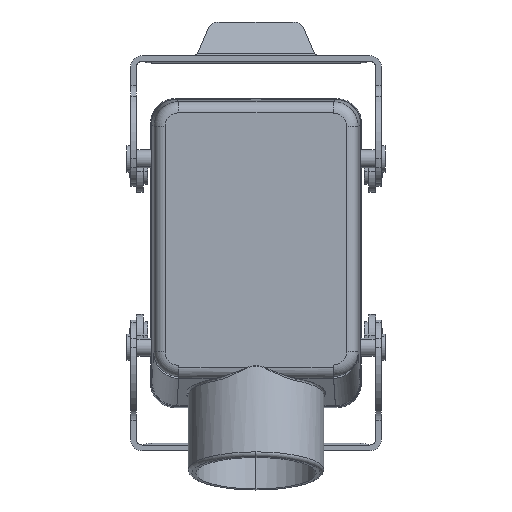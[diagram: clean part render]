
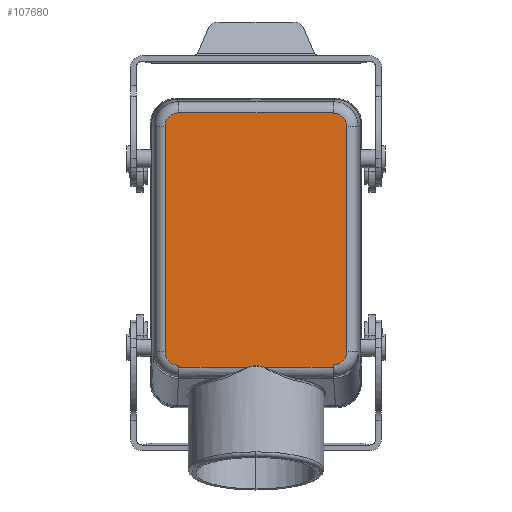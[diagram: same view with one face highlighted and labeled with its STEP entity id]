
A CAD part, top view. The second image highlights one B-rep face of the part: STEP entity #107680.
In plain terms, the highlighted face is planar.
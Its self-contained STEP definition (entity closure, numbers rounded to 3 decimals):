
#100600=CARTESIAN_POINT('',(70.279,111.029,
-65.468));
#100610=VERTEX_POINT('',#100600);
#100640=CARTESIAN_POINT('',(70.279,111.029,
-69.019));
#100650=DIRECTION('',(0.,1.,0.));
#100660=DIRECTION('',(1.,0.,0.));
#100670=AXIS2_PLACEMENT_3D('',#100640,#100650,#100660);
#100680=CIRCLE('',#100670,3.552);
#100690=CARTESIAN_POINT('',(73.831,111.029,
-69.019));
#100700=VERTEX_POINT('',#100690);
#100710=EDGE_CURVE('',#100610,#100700,#100680,.T.);
#100950=CARTESIAN_POINT('',(70.279,111.029,
-64.821));
#100960=VERTEX_POINT('',#100950);
#100990=CARTESIAN_POINT('',(70.279,111.029,
-55.241));
#101000=DIRECTION('',(0.,0.,-1.));
#101010=VECTOR('',#101000,1.);
#101020=LINE('',#100990,#101010);
#101030=EDGE_CURVE('',#100960,#100610,#101020,.T.);
#101130=CARTESIAN_POINT('',(73.831,111.029,0.));
#101140=DIRECTION('',(0.,0.,-1.));
#101150=VECTOR('',#101140,1.);
#101160=LINE('',#101130,#101150);
#101170=CARTESIAN_POINT('',(73.831,111.029,
-128.8));
#101180=VERTEX_POINT('',#101170);
#101190=EDGE_CURVE('',#100700,#101180,#101160,.T.);
#103010=CARTESIAN_POINT('',(70.279,111.029,
-128.8));
#103020=DIRECTION('',(0.,1.,0.));
#103030=DIRECTION('',(1.,0.,0.));
#103040=AXIS2_PLACEMENT_3D('',#103010,#103020,#103030);
#103050=CIRCLE('',#103040,3.552);
#103060=CARTESIAN_POINT('',(70.279,111.029,
-132.352));
#103070=VERTEX_POINT('',#103060);
#103080=EDGE_CURVE('',#101180,#103070,#103050,.T.);
#103280=CARTESIAN_POINT('',(70.279,111.029,
-55.241));
#103290=DIRECTION('',(0.,0.,1.));
#103300=VECTOR('',#103290,1.);
#103310=LINE('',#103280,#103300);
#103320=CARTESIAN_POINT('',(70.279,111.029,
-132.43));
#103330=VERTEX_POINT('',#103320);
#103340=EDGE_CURVE('',#103330,#103070,#103310,.T.);
#103590=CARTESIAN_POINT('',(70.279,111.029,
-132.43));
#103600=DIRECTION('',(1.,0.,0.));
#103610=VECTOR('',#103600,1.);
#103620=LINE('',#103590,#103610);
#103630=CARTESIAN_POINT('',(29.234,111.029,
-132.43));
#103640=VERTEX_POINT('',#103630);
#103650=EDGE_CURVE('',#103640,#103330,#103620,.T.);
#103960=CARTESIAN_POINT('',(25.604,111.029,
-128.8));
#103970=VERTEX_POINT('',#103960);
#105390=CARTESIAN_POINT('',(29.234,111.029,
-128.8));
#105400=DIRECTION('',(0.,-1.,0.));
#105410=DIRECTION('',(-1.,0.,0.));
#105420=AXIS2_PLACEMENT_3D('',#105390,#105400,#105410);
#105430=CIRCLE('',#105420,3.63);
#105440=EDGE_CURVE('',#103970,#103640,#105430,.T.);
#106600=CARTESIAN_POINT('',(25.604,111.029,
-128.8));
#106610=DIRECTION('',(0.,0.,-1.));
#106620=VECTOR('',#106610,1.);
#106630=LINE('',#106600,#106620);
#106640=CARTESIAN_POINT('',(25.604,111.029,
-69.019));
#106650=VERTEX_POINT('',#106640);
#106660=EDGE_CURVE('',#106650,#103970,#106630,.T.);
#106870=CARTESIAN_POINT('',(64.706,111.029,
-55.241));
#106880=DIRECTION('',(-0.,1.,0.));
#106890=DIRECTION('',(1.,0.,0.));
#106900=AXIS2_PLACEMENT_3D('',#106870,#106880,#106890);
#106910=PLANE('',#106900);
#106920=ORIENTED_EDGE('',*,*,#105440,.F.);
#106930=ORIENTED_EDGE('',*,*,#103650,.F.);
#106940=ORIENTED_EDGE('',*,*,#103340,.F.);
#106950=ORIENTED_EDGE('',*,*,#103080,.T.);
#106960=ORIENTED_EDGE('',*,*,#101190,.T.);
#106970=ORIENTED_EDGE('',*,*,#100710,.T.);
#106980=ORIENTED_EDGE('',*,*,#101030,.T.);
#106990=CARTESIAN_POINT('',(0.,111.029,-64.821));
#107000=DIRECTION('',(1.,0.,0.));
#107010=VECTOR('',#107000,1.);
#107020=LINE('',#106990,#107010);
#107030=CARTESIAN_POINT('',(51.976,111.029,
-64.821));
#107040=VERTEX_POINT('',#107030);
#107050=EDGE_CURVE('',#107040,#100960,#107020,.T.);
#107060=ORIENTED_EDGE('',*,*,#107050,.T.);
#107070=CARTESIAN_POINT('',(51.976,111.029,
-64.821));
#107080=CARTESIAN_POINT('',(51.972,111.029,
-64.824));
#107090=CARTESIAN_POINT('',(51.967,111.029,
-64.826));
#107100=CARTESIAN_POINT('',(51.807,111.029,
-64.9));
#107110=CARTESIAN_POINT('',(51.649,111.029,
-64.966));
#107120=CARTESIAN_POINT('',(51.395,111.029,
-65.058));
#107130=CARTESIAN_POINT('',(51.302,111.029,
-65.089));
#107140=CARTESIAN_POINT('',(51.114,111.029,
-65.146));
#107150=CARTESIAN_POINT('',(51.019,111.029,
-65.172));
#107160=CARTESIAN_POINT('',(50.828,111.029,
-65.219));
#107170=CARTESIAN_POINT('',(50.732,111.029,
-65.239));
#107180=CARTESIAN_POINT('',(50.539,111.029,
-65.275));
#107190=CARTESIAN_POINT('',(50.442,111.029,
-65.29));
#107200=CARTESIAN_POINT('',(50.247,111.029,
-65.314));
#107210=CARTESIAN_POINT('',(50.149,111.029,
-65.323));
#107220=CARTESIAN_POINT('',(49.953,111.029,
-65.335));
#107230=CARTESIAN_POINT('',(49.855,111.029,
-65.338));
#107240=CARTESIAN_POINT('',(49.659,111.029,
-65.338));
#107250=CARTESIAN_POINT('',(49.561,111.029,
-65.335));
#107260=CARTESIAN_POINT('',(49.365,111.029,
-65.323));
#107270=CARTESIAN_POINT('',(49.267,111.029,
-65.314));
#107280=CARTESIAN_POINT('',(49.072,111.029,
-65.29));
#107290=CARTESIAN_POINT('',(48.975,111.029,
-65.275));
#107300=CARTESIAN_POINT('',(48.782,111.029,
-65.239));
#107310=CARTESIAN_POINT('',(48.686,111.029,
-65.219));
#107320=CARTESIAN_POINT('',(48.495,111.029,
-65.172));
#107330=CARTESIAN_POINT('',(48.4,111.029,
-65.146));
#107340=CARTESIAN_POINT('',(48.212,111.029,
-65.089));
#107350=CARTESIAN_POINT('',(48.119,111.029,
-65.058));
#107360=CARTESIAN_POINT('',(47.865,111.029,
-64.966));
#107370=CARTESIAN_POINT('',(47.706,111.029,
-64.9));
#107380=CARTESIAN_POINT('',(47.546,111.029,
-64.826));
#107390=CARTESIAN_POINT('',(47.542,111.029,
-64.824));
#107400=CARTESIAN_POINT('',(47.538,111.029,
-64.821));
#107410=B_SPLINE_CURVE_WITH_KNOTS('',3,(#107070,#107080,#107090,#107100,
#107110,#107120,#107130,#107140,#107150,#107160,#107170,#107180,#107190,
#107200,#107210,#107220,#107230,#107240,#107250,#107260,#107270,#107280,
#107290,#107300,#107310,#107320,#107330,#107340,#107350,#107360,#107370,
#107380,#107390,#107400),.UNSPECIFIED.,.F.,.F.,(4,2,2,2,2,2,2,2,2,2,2,2,
2,2,2,2,4),(0.,0.014,0.523,0.814,
1.106,1.396,1.687,1.977,
2.268,2.558,2.849,3.139,
3.43,3.721,4.013,4.521,
4.536),.UNSPECIFIED.);
#107420=CARTESIAN_POINT('',(47.538,111.029,
-64.821));
#107430=VERTEX_POINT('',#107420);
#107440=EDGE_CURVE('',#107040,#107430,#107410,.T.);
#107450=ORIENTED_EDGE('',*,*,#107440,.F.);
#107460=CARTESIAN_POINT('',(29.234,111.029,
-64.821));
#107470=VERTEX_POINT('',#107460);
#107480=EDGE_CURVE('',#107470,#107430,#107020,.T.);
#107490=ORIENTED_EDGE('',*,*,#107480,.T.);
#107500=CARTESIAN_POINT('',(29.234,111.029,
-55.241));
#107510=DIRECTION('',(0.,0.,-1.));
#107520=VECTOR('',#107510,1.);
#107530=LINE('',#107500,#107520);
#107540=CARTESIAN_POINT('',(29.234,111.029,
-65.39));
#107550=VERTEX_POINT('',#107540);
#107560=EDGE_CURVE('',#107470,#107550,#107530,.T.);
#107570=ORIENTED_EDGE('',*,*,#107560,.F.);
#107580=CARTESIAN_POINT('',(29.234,111.029,
-69.019));
#107590=DIRECTION('',(0.,-1.,0.));
#107600=DIRECTION('',(-1.,0.,0.));
#107610=AXIS2_PLACEMENT_3D('',#107580,#107590,#107600);
#107620=CIRCLE('',#107610,3.63);
#107630=EDGE_CURVE('',#107550,#106650,#107620,.T.);
#107640=ORIENTED_EDGE('',*,*,#107630,.F.);
#107650=ORIENTED_EDGE('',*,*,#106660,.F.);
#107660=EDGE_LOOP('',(#107650,#107640,#107570,#107490,#107450,#107060,
#106980,#106970,#106960,#106950,#106940,#106930,#106920));
#107670=FACE_OUTER_BOUND('',#107660,.T.);
#107680=ADVANCED_FACE('',(#107670),#106910,.T.);
